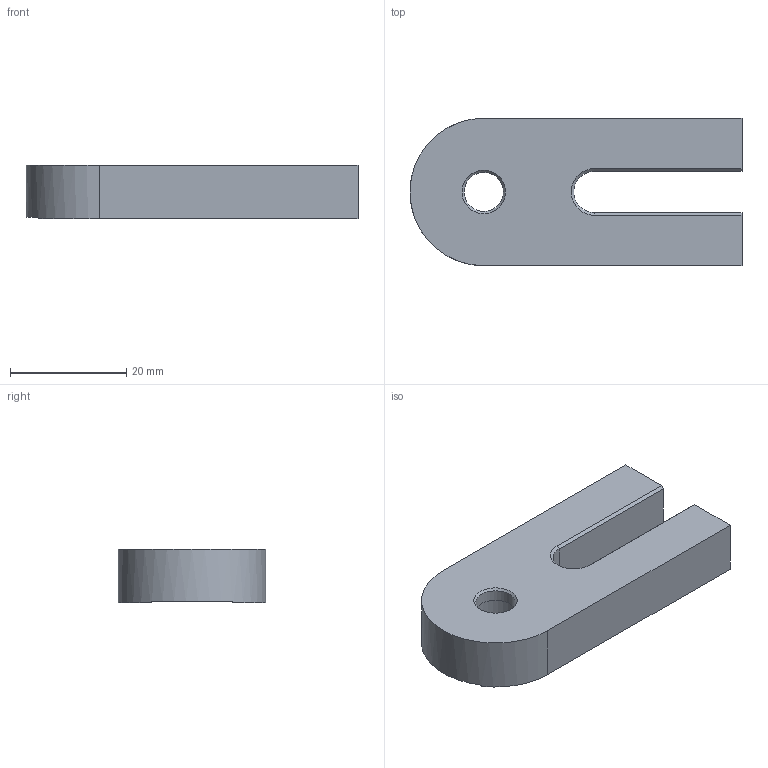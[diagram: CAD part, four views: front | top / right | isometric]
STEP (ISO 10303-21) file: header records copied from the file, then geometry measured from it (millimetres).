
FILE_DESCRIPTION((''),'2;1');
FILE_NAME('abp-t.5.stp','2013-03-13T13:59:23',('JC'),(''),'Autodesk Inventor 11','Autodesk Inventor 11','');
FILE_SCHEMA(('AUTOMOTIVE_DESIGN { 1 0 10303 214 1 1 1 1 }'));
Length unit declared in the file: inch
Products named in the file (1): abp-t.51
Bounding box: 57.15 x 25.4 x 9.27 mm (x, y, z)
Volume: 10140.8 mm3; surface area: 4439.1 mm2
Topology: 1 solids, 1 shells, 25 faces, 61 edges, 39 vertices
Faces by surface type: plane 17, cone 4, cylinder 4
Full cylindrical faces by diameter (mm): 6.756 x1, 10.312 x1
Entity records: 731 total; most frequent: DIRECTION 124, CARTESIAN_POINT 120, ORIENTED_EDGE 112, EDGE_CURVE 56, AXIS2_PLACEMENT_3D 42, VECTOR 40, LINE 40, VERTEX_POINT 38
